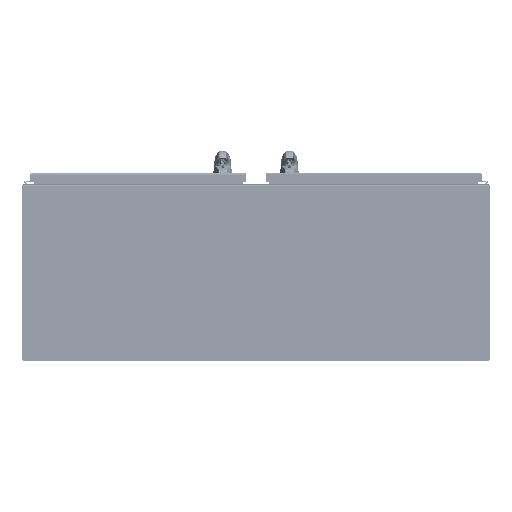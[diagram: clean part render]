
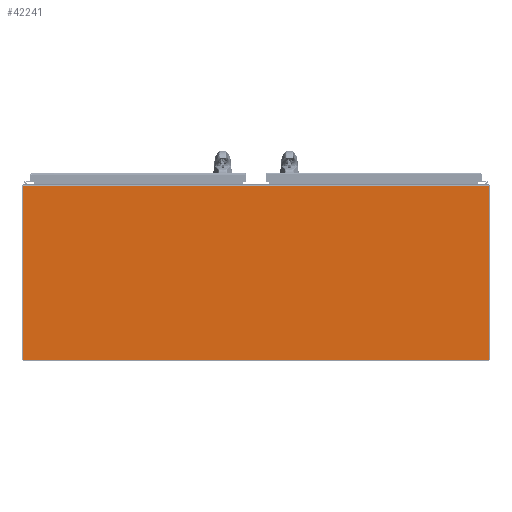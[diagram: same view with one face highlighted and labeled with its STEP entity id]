
A CAD part, front view. The second image highlights one B-rep face of the part: STEP entity #42241.
In plain terms, the highlighted face is planar.
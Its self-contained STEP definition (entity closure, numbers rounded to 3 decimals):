
#5338=FACE_OUTER_BOUND('',#7972,.T.);
#7972=EDGE_LOOP('',(#28436,#28437,#28438,#28439));
#11160=LINE('',#63423,#14612);
#11166=LINE('',#63441,#14618);
#11169=LINE('',#63447,#14621);
#11170=LINE('',#63448,#14622);
#14612=VECTOR('',#50289,47.875);
#14618=VECTOR('',#50313,17.844);
#14621=VECTOR('',#50318,17.844);
#14622=VECTOR('',#50319,47.875);
#17982=VERTEX_POINT('',#63420);
#17983=VERTEX_POINT('',#63422);
#17986=VERTEX_POINT('',#63440);
#17988=VERTEX_POINT('',#63446);
#21943=EDGE_CURVE('',#17983,#17982,#11160,.T.);
#21952=EDGE_CURVE('',#17983,#17986,#11166,.T.);
#21955=EDGE_CURVE('',#17988,#17982,#11169,.T.);
#21956=EDGE_CURVE('',#17986,#17988,#11170,.T.);
#28436=ORIENTED_EDGE('',*,*,#21943,.T.);
#28437=ORIENTED_EDGE('',*,*,#21955,.F.);
#28438=ORIENTED_EDGE('',*,*,#21956,.F.);
#28439=ORIENTED_EDGE('',*,*,#21952,.F.);
#40346=PLANE('',#45049);
#42241=ADVANCED_FACE('',(#5338),#40346,.T.);
#45049=AXIS2_PLACEMENT_3D('',#63445,#50316,#50317);
#50289=DIRECTION('',(1.,0.,0.));
#50313=DIRECTION('',(0.,1.,0.));
#50316=DIRECTION('center_axis',(0.,0.,1.));
#50317=DIRECTION('ref_axis',(1.,0.,0.));
#50318=DIRECTION('',(0.,-1.,0.));
#50319=DIRECTION('',(1.,0.,0.));
#63420=CARTESIAN_POINT('',(47.429,-1.077,0.125));
#63422=CARTESIAN_POINT('',(-0.446,-1.077,0.125));
#63423=CARTESIAN_POINT('',(11.523,-1.077,0.125));
#63440=CARTESIAN_POINT('',(-0.446,16.767,0.125));
#63441=CARTESIAN_POINT('',(-0.446,-1.108,0.125));
#63445=CARTESIAN_POINT('Origin',(23.492,7.829,0.125));
#63446=CARTESIAN_POINT('',(47.429,16.767,0.125));
#63447=CARTESIAN_POINT('',(47.429,16.767,0.125));
#63448=CARTESIAN_POINT('',(-0.446,16.767,0.125));
